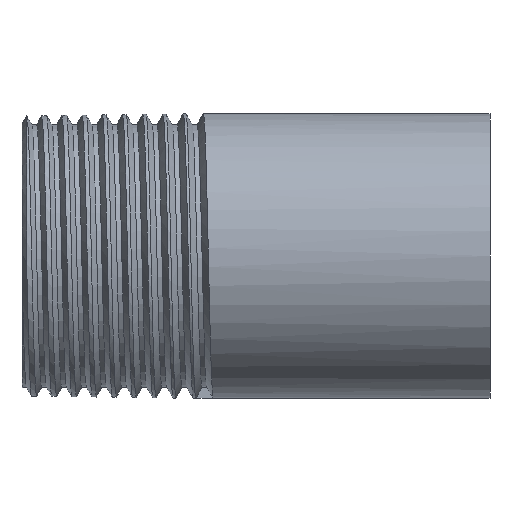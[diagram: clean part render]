
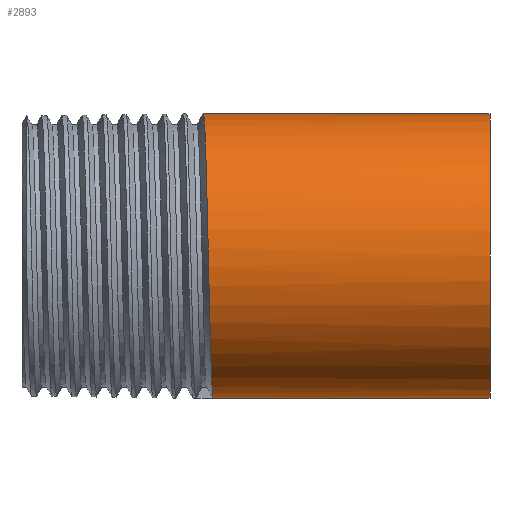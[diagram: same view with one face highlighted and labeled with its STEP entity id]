
A CAD part, front view. The second image highlights one B-rep face of the part: STEP entity #2893.
In plain terms, the highlighted cylindrical face has radius 10.65 mm (diameter 21.3 mm), a partial arc.
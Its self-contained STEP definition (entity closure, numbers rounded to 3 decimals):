
#46 = ORIENTED_EDGE ( 'NONE', *, *, #2499, .T. ) ;
#203 = ORIENTED_EDGE ( 'NONE', *, *, #2378, .T. ) ;
#218 = LINE ( 'NONE', #2588, #3735 ) ;
#423 = CARTESIAN_POINT ( 'NONE',  ( -20.688, 0., -10.65 ) ) ;
#524 = CARTESIAN_POINT ( 'NONE',  ( -149.494, 0., -10.65 ) ) ;
#542 = CARTESIAN_POINT ( 'NONE',  ( 0., 0., 0. ) ) ;
#570 = VECTOR ( 'NONE', #1059, 1000. ) ;
#607 =( BOUNDED_CURVE ( )  B_SPLINE_CURVE ( 2, ( #1966, #2841, #1388, #2561, #3718, #823, #1984, #3141, #911 ),
 .UNSPECIFIED., .F., .F. ) 
 B_SPLINE_CURVE_WITH_KNOTS ( ( 3, 2, 2, 2, 3 ),
 ( 0., 0.013, 0.027, 0.04, 0.054 ),
 .UNSPECIFIED. ) 
 CURVE ( )  GEOMETRIC_REPRESENTATION_ITEM ( )  RATIONAL_B_SPLINE_CURVE ( ( 1., 0.924, 1., 0.924, 1., 0.924, 1., 0.924, 1. ) ) 
 REPRESENTATION_ITEM ( '' )  );
#823 = CARTESIAN_POINT ( 'NONE',  ( -21.156, -10.65, 4.411 ) ) ;
#911 = CARTESIAN_POINT ( 'NONE',  ( -21.438, 0., 10.65 ) ) ;
#979 = VERTEX_POINT ( 'NONE', #2450 ) ;
#993 = CIRCLE ( 'NONE', #1601, 10.65 ) ;
#1059 = DIRECTION ( 'NONE',  ( -1., 0., 0. ) ) ;
#1118 = VERTEX_POINT ( 'NONE', #423 ) ;
#1230 = AXIS2_PLACEMENT_3D ( 'NONE', #2368, #2042, #1734 ) ;
#1258 = EDGE_CURVE ( 'NONE', #1118, #979, #607, .T. ) ;
#1380 = DIRECTION ( 'NONE',  ( -1., 0., 0. ) ) ;
#1382 = VERTEX_POINT ( 'NONE', #2038 ) ;
#1388 = CARTESIAN_POINT ( 'NONE',  ( -20.875, -7.531, -7.531 ) ) ;
#1601 = AXIS2_PLACEMENT_3D ( 'NONE', #542, #3422, #1630 ) ;
#1630 = DIRECTION ( 'NONE',  ( 0., 0., 1. ) ) ;
#1734 = DIRECTION ( 'NONE',  ( 0., 0., 1. ) ) ;
#1966 = CARTESIAN_POINT ( 'NONE',  ( -20.688, 0., -10.65 ) ) ;
#1974 = LINE ( 'NONE', #524, #570 ) ;
#1984 = CARTESIAN_POINT ( 'NONE',  ( -21.25, -7.531, 7.531 ) ) ;
#1997 = VERTEX_POINT ( 'NONE', #3341 ) ;
#2038 = CARTESIAN_POINT ( 'NONE',  ( 0., 0., -10.65 ) ) ;
#2042 = DIRECTION ( 'NONE',  ( -1., 0., 0. ) ) ;
#2368 = CARTESIAN_POINT ( 'NONE',  ( -149.494, 0., 0. ) ) ;
#2378 = EDGE_CURVE ( 'NONE', #1382, #1997, #993, .T. ) ;
#2450 = CARTESIAN_POINT ( 'NONE',  ( -21.438, 0., 10.65 ) ) ;
#2499 = EDGE_CURVE ( 'NONE', #1997, #979, #218, .T. ) ;
#2561 = CARTESIAN_POINT ( 'NONE',  ( -20.969, -10.65, -4.411 ) ) ;
#2588 = CARTESIAN_POINT ( 'NONE',  ( -149.494, 0., 10.65 ) ) ;
#2649 = FACE_OUTER_BOUND ( 'NONE', #2759, .T. ) ;
#2759 = EDGE_LOOP ( 'NONE', ( #2970, #203, #46, #3638 ) ) ;
#2841 = CARTESIAN_POINT ( 'NONE',  ( -20.781, -4.411, -10.65 ) ) ;
#2893 = ADVANCED_FACE ( 'NONE', ( #2649 ), #3778, .T. ) ;
#2970 = ORIENTED_EDGE ( 'NONE', *, *, #3570, .F. ) ;
#3141 = CARTESIAN_POINT ( 'NONE',  ( -21.344, -4.411, 10.65 ) ) ;
#3341 = CARTESIAN_POINT ( 'NONE',  ( 0., 0., 10.65 ) ) ;
#3422 = DIRECTION ( 'NONE',  ( -1., 0., 0. ) ) ;
#3570 = EDGE_CURVE ( 'NONE', #1382, #1118, #1974, .T. ) ;
#3638 = ORIENTED_EDGE ( 'NONE', *, *, #1258, .F. ) ;
#3718 = CARTESIAN_POINT ( 'NONE',  ( -21.063, -10.65, 0. ) ) ;
#3735 = VECTOR ( 'NONE', #1380, 1000. ) ;
#3778 = CYLINDRICAL_SURFACE ( 'NONE', #1230, 10.65 ) ;
